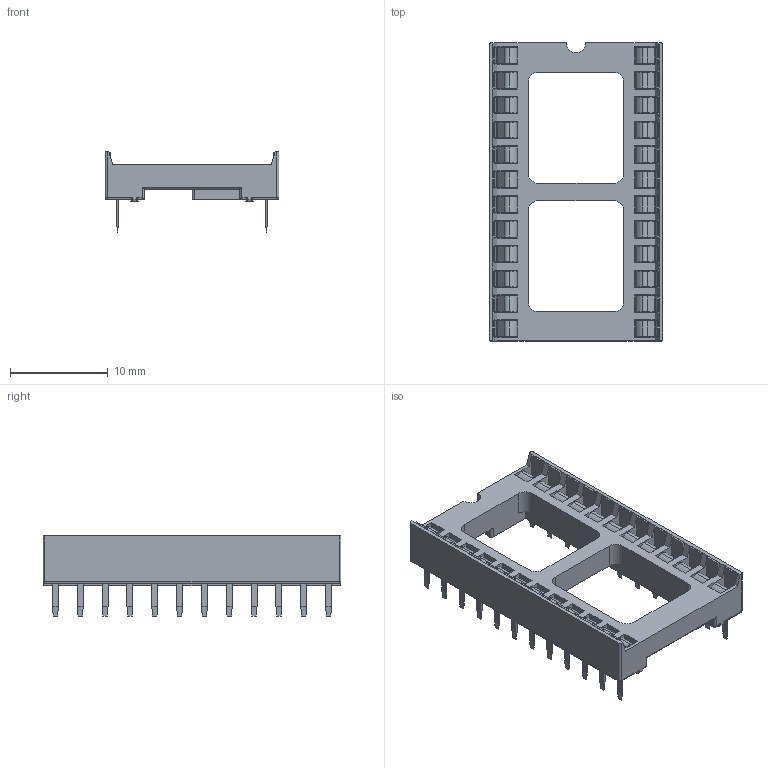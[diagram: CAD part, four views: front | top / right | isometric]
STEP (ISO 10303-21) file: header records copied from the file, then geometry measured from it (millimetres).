
FILE_DESCRIPTION (( 'STEP AP214' ), '1' );
FILE_NAME ('User Library-SCL-24.STEP', '2026-02-16T11:42:19', ( '' ), ( '' ), 'SwSTEP 2.0', 'SolidWorks 2022', '' );
FILE_SCHEMA (( 'AUTOMOTIVE_DESIGN' ));
Length unit declared in the file: millimetre
Products named in the file (3): pin_По умолчанию; board-24_По умолчанию; User Library-SCL-24
Assembly tree (25 placements, depth 2):
  User Library-SCL-24
    board-24_По умолчанию
    pin_По умолчанию  x24
Bounding box: 17.78 x 30.48 x 8.2 mm (x, y, z)
Volume: 872.7 mm3; surface area: 3185.8 mm2
Topology: 25 solids, 25 shells, 1312 faces, 3542 edges, 2298 vertices
Faces by surface type: plane 877, cylinder 430, sphere 4, torus 1
Entity records: 11781 total; most frequent: CARTESIAN_POINT 2129, ORIENTED_EDGE 2016, DIRECTION 1851, EDGE_CURVE 1008, VECTOR 907, LINE 907, VERTEX_POINT 642, AXIS2_PLACEMENT_3D 472
